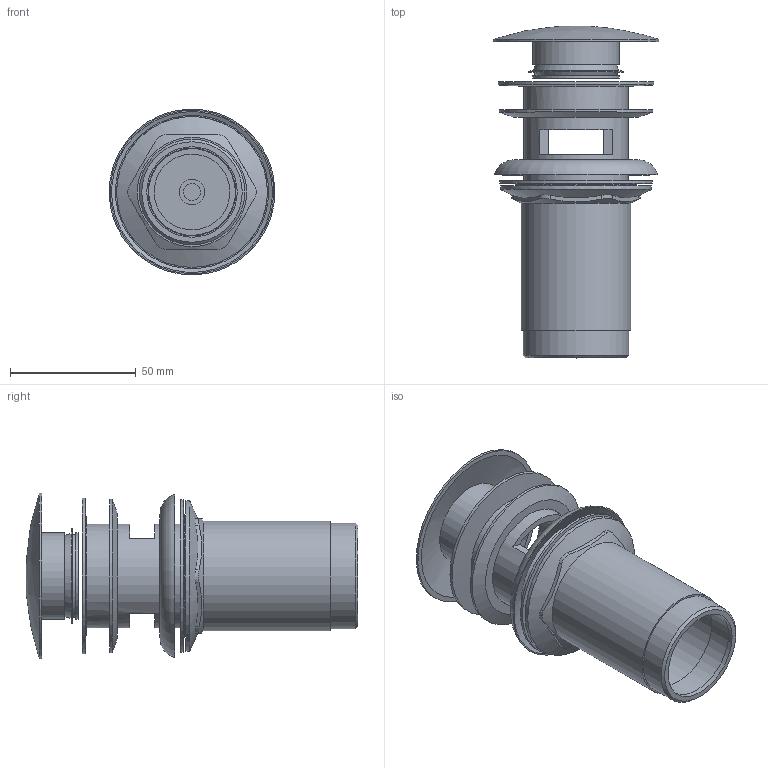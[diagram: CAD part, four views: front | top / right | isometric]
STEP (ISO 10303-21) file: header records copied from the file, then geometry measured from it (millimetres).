
FILE_DESCRIPTION (( 'STEP AP203' ), '1' );
FILE_NAME ('STEPAA-197106.STEP', '2020-07-21T09:02:52', ( '' ), ( '' ), 'SwSTEP 2.0', 'SolidWorks 2018', '' );
FILE_SCHEMA (( 'CONFIG_CONTROL_DESIGN' ));
Length unit declared in the file: millimetre
Products named in the file (1): STEPAA-197106
Bounding box: 65.9 x 132.08 x 65.9 mm (x, y, z)
Volume: 58077.7 mm3; surface area: 65083.6 mm2
Topology: 7 solids, 7 shells, 93 faces, 182 edges, 115 vertices
Faces by surface type: cylinder 37, plane 34, cone 19, sphere 2, torus 1
Full cylindrical faces by diameter (mm): 6.9 x1, 10.2 x1, 30.2 x1, 31.7 x1, 31.75 x1, 34.5 x2, 35 x1, 36 x3, 37 x1, 37.3 x1, 38.2 x1, 39 x1, 41 x1, 41.5 x1, 42 x4, 43.5 x1, 60 x1, 61 x2, 62 x1, 66 x1
Entity records: 2449 total; most frequent: CARTESIAN_POINT 616, DIRECTION 382, ORIENTED_EDGE 262, AXIS2_PLACEMENT_3D 181, EDGE_LOOP 168, EDGE_CURVE 131, FACE_OUTER_BOUND 122, VERTEX_POINT 111
